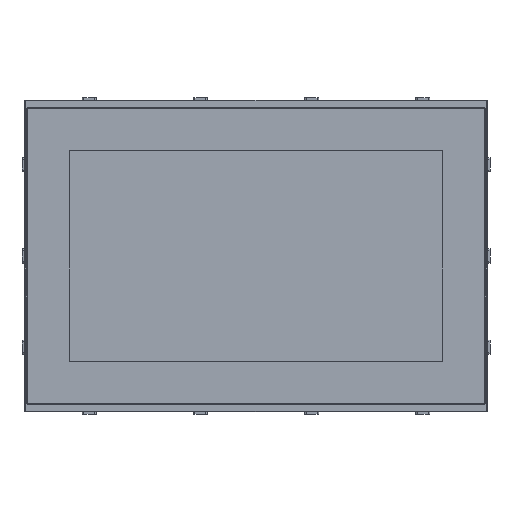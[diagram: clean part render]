
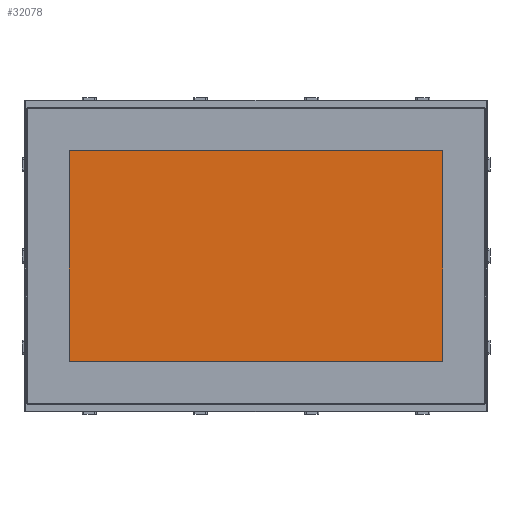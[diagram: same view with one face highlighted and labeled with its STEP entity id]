
A CAD part, top view. The second image highlights one B-rep face of the part: STEP entity #32078.
In plain terms, the highlighted planar face has unit normal (0, 0, 1).
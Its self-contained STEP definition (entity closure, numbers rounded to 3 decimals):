
#2743=FACE_OUTER_BOUND('',#4630,.T.);
#4630=EDGE_LOOP('',(#25115,#25116,#25117,#25118));
#7469=LINE('',#54157,#10914);
#7470=LINE('',#54159,#10915);
#7471=LINE('',#54161,#10916);
#7472=LINE('',#54162,#10917);
#10914=VECTOR('',#39270,1.);
#10915=VECTOR('',#39271,1.);
#10916=VECTOR('',#39272,1.);
#10917=VECTOR('',#39273,1.);
#14050=VERTEX_POINT('',#54155);
#14051=VERTEX_POINT('',#54156);
#14052=VERTEX_POINT('',#54158);
#14053=VERTEX_POINT('',#54160);
#17877=EDGE_CURVE('',#14050,#14051,#7469,.T.);
#17878=EDGE_CURVE('',#14051,#14052,#7470,.T.);
#17879=EDGE_CURVE('',#14052,#14053,#7471,.T.);
#17880=EDGE_CURVE('',#14053,#14050,#7472,.T.);
#25115=ORIENTED_EDGE('',*,*,#17877,.F.);
#25116=ORIENTED_EDGE('',*,*,#17880,.F.);
#25117=ORIENTED_EDGE('',*,*,#17879,.F.);
#25118=ORIENTED_EDGE('',*,*,#17878,.F.);
#28810=PLANE('',#33895);
#32078=ADVANCED_FACE('',(#2743),#28810,.T.);
#33895=AXIS2_PLACEMENT_3D('',#54188,#39296,#39297);
#39270=DIRECTION('',(0.,1.,0.));
#39271=DIRECTION('',(1.,0.,0.));
#39272=DIRECTION('',(0.,-1.,0.));
#39273=DIRECTION('',(-1.,0.,0.));
#39296=DIRECTION('center_axis',(0.,0.,
1.));
#39297=DIRECTION('ref_axis',(-1.,0.,0.));
#54155=CARTESIAN_POINT('',(-0.454,-12.758,-17.944));
#54156=CARTESIAN_POINT('',(-0.454,6.742,-17.944));
#54157=CARTESIAN_POINT('',(-0.454,-7.883,-17.944));
#54158=CARTESIAN_POINT('',(34.096,6.742,-17.944));
#54159=CARTESIAN_POINT('',(8.183,6.742,-17.944));
#54160=CARTESIAN_POINT('',(34.096,-12.758,-17.944));
#54161=CARTESIAN_POINT('',(34.096,1.867,-17.944));
#54162=CARTESIAN_POINT('',(25.458,-12.758,-17.944));
#54188=CARTESIAN_POINT('Origin',(16.821,-3.008,-17.944));
